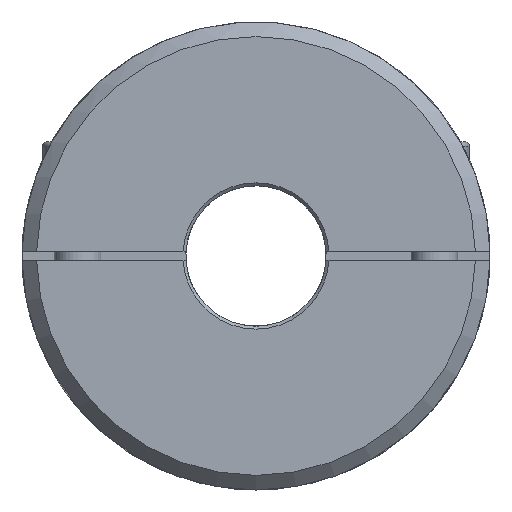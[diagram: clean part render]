
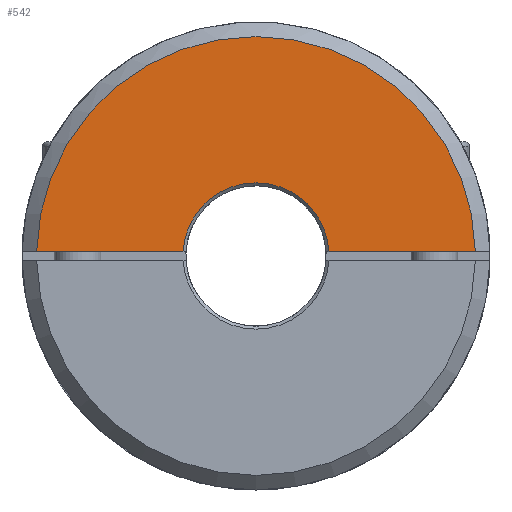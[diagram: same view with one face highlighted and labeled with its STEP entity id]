
A CAD part, left-side view. The second image highlights one B-rep face of the part: STEP entity #542.
In plain terms, the highlighted planar face has unit normal (-1, 0, 0).
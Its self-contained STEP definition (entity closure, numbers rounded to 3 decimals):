
#542 = ADVANCED_FACE( '', ( #1404 ), #1405, .T. );
#1404 = FACE_OUTER_BOUND( '', #2692, .T. );
#1405 = PLANE( '', #2693 );
#2692 = EDGE_LOOP( '', ( #4254, #4255, #4256, #4257 ) );
#2693 = AXIS2_PLACEMENT_3D( '', #4258, #4259, #4260 );
#4254 = ORIENTED_EDGE( '', *, *, #7570, .F. );
#4255 = ORIENTED_EDGE( '', *, *, #7571, .T. );
#4256 = ORIENTED_EDGE( '', *, *, #7572, .F. );
#4257 = ORIENTED_EDGE( '', *, *, #7573, .T. );
#4258 = CARTESIAN_POINT( '', ( 0., 0., 15. ) );
#4259 = DIRECTION( '', ( -1., 0., 0. ) );
#4260 = DIRECTION( '', ( 0., 0., 1. ) );
#7570 = EDGE_CURVE( '', #9009, #9010, #9011, .T. );
#7571 = EDGE_CURVE( '', #9009, #9012, #9013, .F. );
#7572 = EDGE_CURVE( '', #9014, #9012, #9015, .T. );
#7573 = EDGE_CURVE( '', #9014, #9010, #9016, .T. );
#9009 = VERTEX_POINT( '', #11115 );
#9010 = VERTEX_POINT( '', #11116 );
#9011 = LINE( '', #11117, #11118 );
#9012 = VERTEX_POINT( '', #11119 );
#9013 = CIRCLE( '', #11120, 25. );
#9014 = VERTEX_POINT( '', #11121 );
#9015 = LINE( '', #11122, #11123 );
#9016 = CIRCLE( '', #11124, 75. );
#11115 = CARTESIAN_POINT( '', ( 0., 24.955, 1.5 ) );
#11116 = CARTESIAN_POINT( '', ( 0., 74.985, 1.5 ) );
#11117 = CARTESIAN_POINT( '', ( 0., 0., 1.5 ) );
#11118 = VECTOR( '', #14832, 1000. );
#11119 = CARTESIAN_POINT( '', ( 0., -24.955, 1.5 ) );
#11120 = AXIS2_PLACEMENT_3D( '', #14833, #14834, #14835 );
#11121 = CARTESIAN_POINT( '', ( 0., -74.985, 1.5 ) );
#11122 = CARTESIAN_POINT( '', ( 0., 0., 1.5 ) );
#11123 = VECTOR( '', #14836, 1000. );
#11124 = AXIS2_PLACEMENT_3D( '', #14837, #14838, #14839 );
#14832 = DIRECTION( '', ( 0., 1., 0. ) );
#14833 = CARTESIAN_POINT( '', ( 0., 0., 0. ) );
#14834 = DIRECTION( '', ( -1., 0., 0. ) );
#14835 = DIRECTION( '', ( 0., 0., 1. ) );
#14836 = DIRECTION( '', ( 0., 1., 0. ) );
#14837 = CARTESIAN_POINT( '', ( 0., 0., 0. ) );
#14838 = DIRECTION( '', ( -1., 0., 0. ) );
#14839 = DIRECTION( '', ( 0., 0., 1. ) );
